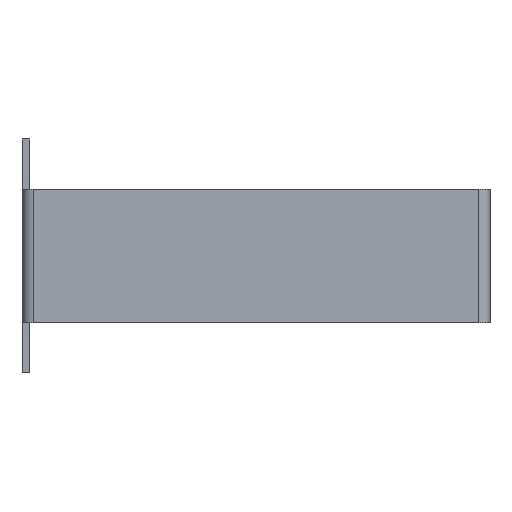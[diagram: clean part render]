
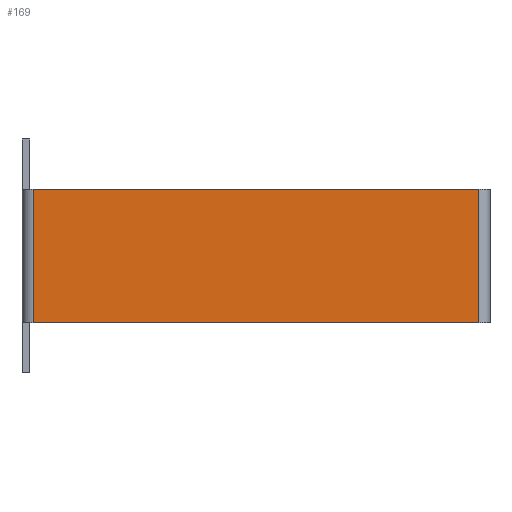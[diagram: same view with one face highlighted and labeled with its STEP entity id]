
A CAD part, left-side view. The second image highlights one B-rep face of the part: STEP entity #169.
In plain terms, the highlighted planar face has unit normal (-1, 0, 0).
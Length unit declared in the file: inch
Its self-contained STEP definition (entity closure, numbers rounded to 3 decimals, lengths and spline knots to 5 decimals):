
#12 = DIRECTION ( 'NONE',  ( 0., 1., 0. ) ) ;
#37 = CARTESIAN_POINT ( 'NONE',  ( -0.625, 1.45352, 0.5 ) ) ;
#72 = ORIENTED_EDGE ( 'NONE', *, *, #2685, .T. ) ;
#169 = ADVANCED_FACE ( 'NONE', ( #170 ), #636, .T. ) ;
#170 = FACE_OUTER_BOUND ( 'NONE', #1609, .T. ) ;
#187 = VECTOR ( 'NONE', #905, 39.37008 ) ;
#208 = VERTEX_POINT ( 'NONE', #2564 ) ;
#366 = AXIS2_PLACEMENT_3D ( 'NONE', #37, #2584, #2358 ) ;
#444 = DIRECTION ( 'NONE',  ( 0., 0., 1. ) ) ;
#455 = CARTESIAN_POINT ( 'NONE',  ( -0.625, -1.914, 0.5 ) ) ;
#457 = VERTEX_POINT ( 'NONE', #2341 ) ;
#544 = CARTESIAN_POINT ( 'NONE',  ( -0.625, 1.414, -0.5 ) ) ;
#586 = ORIENTED_EDGE ( 'NONE', *, *, #2278, .T. ) ;
#636 = PLANE ( 'NONE',  #366 ) ;
#806 = CARTESIAN_POINT ( 'NONE',  ( -0.625, 1.45352, -0.5 ) ) ;
#827 = VECTOR ( 'NONE', #1060, 39.37008 ) ;
#853 = ORIENTED_EDGE ( 'NONE', *, *, #1442, .F. ) ;
#905 = DIRECTION ( 'NONE',  ( 0., 0., 1. ) ) ;
#1060 = DIRECTION ( 'NONE',  ( 0., -1., 0. ) ) ;
#1080 = VECTOR ( 'NONE', #444, 39.37008 ) ;
#1408 = LINE ( 'NONE', #806, #827 ) ;
#1442 = EDGE_CURVE ( 'NONE', #2615, #2521, #1929, .T. ) ;
#1609 = EDGE_LOOP ( 'NONE', ( #72, #853, #586, #2482 ) ) ;
#1668 = CARTESIAN_POINT ( 'NONE',  ( -0.625, 1.45352, 0.5 ) ) ;
#1802 = CARTESIAN_POINT ( 'NONE',  ( -0.625, 1.414, -0.5 ) ) ;
#1830 = EDGE_CURVE ( 'NONE', #208, #457, #2281, .T. ) ;
#1887 = CARTESIAN_POINT ( 'NONE',  ( -0.625, 1.414, 0.5 ) ) ;
#1929 = LINE ( 'NONE', #544, #187 ) ;
#2073 = LINE ( 'NONE', #1668, #2630 ) ;
#2278 = EDGE_CURVE ( 'NONE', #2615, #208, #1408, .T. ) ;
#2281 = LINE ( 'NONE', #455, #1080 ) ;
#2341 = CARTESIAN_POINT ( 'NONE',  ( -0.625, -1.914, 0.5 ) ) ;
#2358 = DIRECTION ( 'NONE',  ( 0., -1., 0. ) ) ;
#2482 = ORIENTED_EDGE ( 'NONE', *, *, #1830, .T. ) ;
#2521 = VERTEX_POINT ( 'NONE', #1887 ) ;
#2564 = CARTESIAN_POINT ( 'NONE',  ( -0.625, -1.914, -0.5 ) ) ;
#2584 = DIRECTION ( 'NONE',  ( -1., 0., 0. ) ) ;
#2615 = VERTEX_POINT ( 'NONE', #1802 ) ;
#2630 = VECTOR ( 'NONE', #12, 39.37008 ) ;
#2685 = EDGE_CURVE ( 'NONE', #457, #2521, #2073, .T. ) ;
